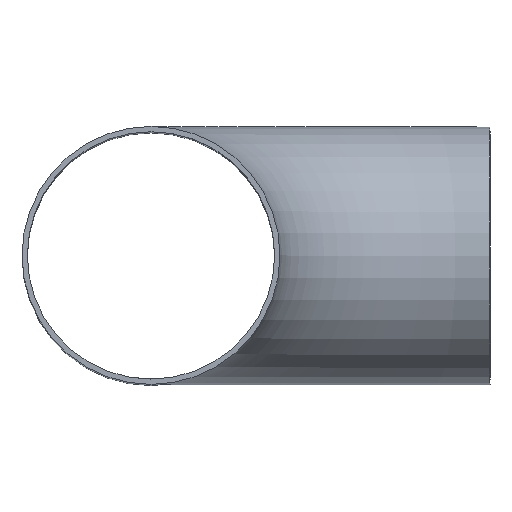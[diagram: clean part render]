
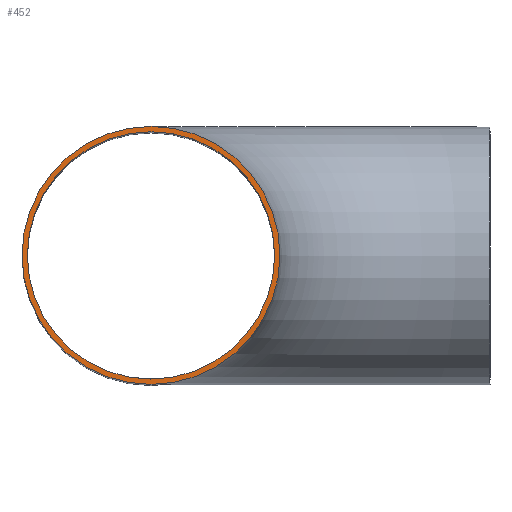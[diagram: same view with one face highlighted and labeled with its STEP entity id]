
A CAD part, top view. The second image highlights one B-rep face of the part: STEP entity #452.
In plain terms, the highlighted planar face has unit normal (0, 0, 1).
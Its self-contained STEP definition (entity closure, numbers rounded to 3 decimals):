
#73=CARTESIAN_POINT('',(0.,48.7,0.));
#74=VERTEX_POINT('',#73);
#75=CARTESIAN_POINT('',(0.,-48.7,0.));
#76=VERTEX_POINT('',#75);
#198=CARTESIAN_POINT('',(0.,0.0,0.));
#199=DIRECTION('',(0.0,0.0,-1.0));
#200=DIRECTION('',(-1.0,0.0,0.0));
#201=AXIS2_PLACEMENT_3D('',#198,#199,#200);
#202=CIRCLE('',#201,48.7);
#203=EDGE_CURVE('',#76,#74,#202,.T.);
#236=CARTESIAN_POINT('',(0.,0.0,0.));
#237=DIRECTION('',(0.0,0.0,-1.0));
#238=DIRECTION('',(-1.0,0.0,0.0));
#239=AXIS2_PLACEMENT_3D('',#236,#237,#238);
#240=CIRCLE('',#239,48.7);
#241=EDGE_CURVE('',#74,#76,#240,.T.);
#262=CARTESIAN_POINT('',(0.,-50.8,0.));
#263=VERTEX_POINT('',#262);
#264=CARTESIAN_POINT('',(0.,50.8,0.));
#265=VERTEX_POINT('',#264);
#378=CARTESIAN_POINT('',(0.0,0.0,0.0));
#379=DIRECTION('',(0.0,0.0,-1.0));
#380=DIRECTION('',(-1.0,0.0,0.0));
#381=AXIS2_PLACEMENT_3D('',#378,#379,#380);
#382=CIRCLE('',#381,50.8);
#383=EDGE_CURVE('',#263,#265,#382,.T.);
#417=CARTESIAN_POINT('',(0.0,0.0,0.0));
#418=DIRECTION('',(0.0,0.0,-1.0));
#419=DIRECTION('',(-1.0,0.0,0.0));
#420=AXIS2_PLACEMENT_3D('',#417,#418,#419);
#421=CIRCLE('',#420,50.8);
#422=EDGE_CURVE('',#265,#263,#421,.T.);
#439=CARTESIAN_POINT('',(0.0,0.0,0.0));
#440=DIRECTION('',(0.0,0.0,-1.0));
#441=DIRECTION('',(-1.0,0.0,0.0));
#442=AXIS2_PLACEMENT_3D('',#439,#440,#441);
#443=PLANE('',#442);
#444=ORIENTED_EDGE('',*,*,#422,.F.);
#445=ORIENTED_EDGE('',*,*,#383,.F.);
#446=EDGE_LOOP('',(#444,#445));
#447=FACE_OUTER_BOUND('',#446,.T.);
#448=ORIENTED_EDGE('',*,*,#241,.T.);
#449=ORIENTED_EDGE('',*,*,#203,.T.);
#450=EDGE_LOOP('',(#448,#449));
#451=FACE_BOUND('',#450,.T.);
#452=ADVANCED_FACE('',(#447,#451),#443,.F.);
